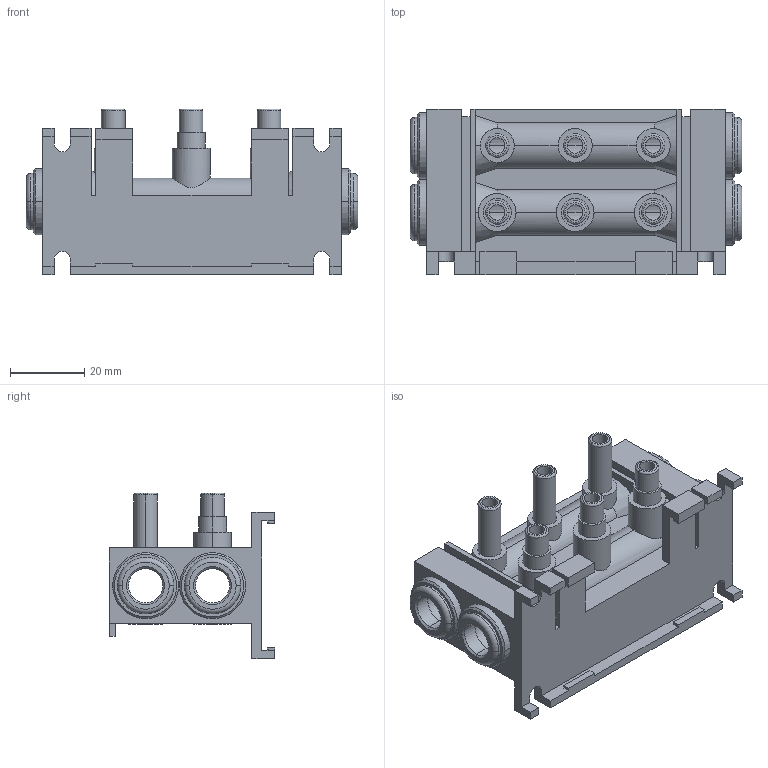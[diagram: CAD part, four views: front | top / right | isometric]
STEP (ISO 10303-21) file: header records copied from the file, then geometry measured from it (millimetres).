
FILE_DESCRIPTION (( 'STEP AP214' ), '1' );
FILE_NAME ('BVM-4325.step', '2016-07-27T15:14:02', ( '' ), ( '' ), 'SwSTEP 2.0', 'SolidWorks 2016', '' );
FILE_SCHEMA (( 'AUTOMOTIVE_DESIGN' ));
Length unit declared in the file: inch
Products named in the file (1): BVM-4325
Bounding box: 89.33 x 44.45 x 44.69 mm (x, y, z)
Volume: 42377.5 mm3; surface area: 30465 mm2
Topology: 5 solids, 5 shells, 285 faces, 728 edges, 468 vertices
Faces by surface type: plane 131, cylinder 106, cone 28, torus 20
Entity records: 10465 total; most frequent: CARTESIAN_POINT 2848, DIRECTION 1488, ORIENTED_EDGE 1456, EDGE_CURVE 728, AXIS2_PLACEMENT_3D 542, VERTEX_POINT 468, VECTOR 404, LINE 404
